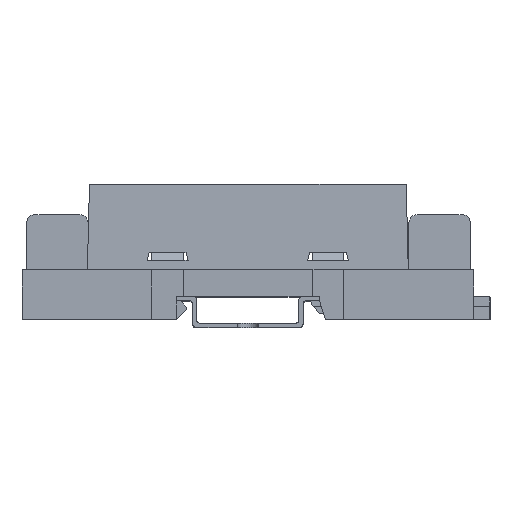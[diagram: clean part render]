
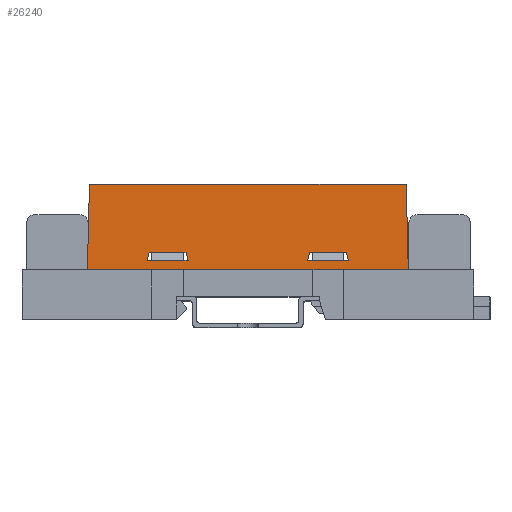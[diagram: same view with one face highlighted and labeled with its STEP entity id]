
A CAD part, top view. The second image highlights one B-rep face of the part: STEP entity #26240.
In plain terms, the highlighted planar face has unit normal (0, 0.024, 1).
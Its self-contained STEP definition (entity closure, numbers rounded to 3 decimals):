
#172 = LINE ( 'NONE', #21407, #8229 ) ;
#302 = CARTESIAN_POINT ( 'NONE',  ( -40., 2.3, 29.945 ) ) ;
#574 = ORIENTED_EDGE ( 'NONE', *, *, #24347, .T. ) ;
#868 = DIRECTION ( 'NONE',  ( -0.024, -0.999, 0.024 ) ) ;
#930 = CARTESIAN_POINT ( 'NONE',  ( 14.375, 4.3, 29.898 ) ) ;
#1003 = VECTOR ( 'NONE', #14681, 1000. ) ;
#1077 = VECTOR ( 'NONE', #8641, 1000. ) ;
#1114 = DIRECTION ( 'NONE',  ( -1., 0., 0. ) ) ;
#1221 = CARTESIAN_POINT ( 'NONE',  ( -39.5, 20.988, 29.5 ) ) ;
#1564 = VECTOR ( 'NONE', #17279, 1000. ) ;
#2092 = DIRECTION ( 'NONE',  ( 0., -0.024, -1. ) ) ;
#2267 = DIRECTION ( 'NONE',  ( 0., 1., -0.024 ) ) ;
#2533 = VERTEX_POINT ( 'NONE', #22836 ) ;
#2826 = VERTEX_POINT ( 'NONE', #5894 ) ;
#2975 = LINE ( 'NONE', #10463, #5239 ) ;
#4093 = DIRECTION ( 'NONE',  ( 0.242, -0.97, 0.023 ) ) ;
#4131 = LINE ( 'NONE', #7746, #10974 ) ;
#4564 = FACE_BOUND ( 'NONE', #22138, .T. ) ;
#4706 = LINE ( 'NONE', #1221, #18290 ) ;
#5108 = CARTESIAN_POINT ( 'NONE',  ( -40., 2.3, 29.945 ) ) ;
#5239 = VECTOR ( 'NONE', #4093, 1000. ) ;
#5336 = ORIENTED_EDGE ( 'NONE', *, *, #13302, .T. ) ;
#5620 = CARTESIAN_POINT ( 'NONE',  ( -24.875, 4.3, 29.898 ) ) ;
#5628 = VERTEX_POINT ( 'NONE', #6848 ) ;
#5761 = CARTESIAN_POINT ( 'NONE',  ( -15.375, 2.3, 29.945 ) ) ;
#5894 = CARTESIAN_POINT ( 'NONE',  ( 38., 21., 29.5 ) ) ;
#5990 = ORIENTED_EDGE ( 'NONE', *, *, #17997, .T. ) ;
#6523 = DIRECTION ( 'NONE',  ( -1., 0., 0. ) ) ;
#6714 = EDGE_CURVE ( 'NONE', #23184, #5628, #20100, .T. ) ;
#6848 = CARTESIAN_POINT ( 'NONE',  ( 13.875, 2.3, 29.945 ) ) ;
#7096 = VERTEX_POINT ( 'NONE', #25272 ) ;
#7410 = DIRECTION ( 'NONE',  ( -0.024, 0.999, -0.024 ) ) ;
#7745 = CARTESIAN_POINT ( 'NONE',  ( 23.875, 2.3, 29.945 ) ) ;
#7746 = CARTESIAN_POINT ( 'NONE',  ( -40., 4.3, 29.898 ) ) ;
#8229 = VECTOR ( 'NONE', #11219, 1000. ) ;
#8533 = EDGE_CURVE ( 'NONE', #23591, #15130, #4131, .T. ) ;
#8641 = DIRECTION ( 'NONE',  ( 1., 0., 0. ) ) ;
#9530 = EDGE_CURVE ( 'NONE', #15718, #2826, #172, .T. ) ;
#10196 = VERTEX_POINT ( 'NONE', #21735 ) ;
#10365 = EDGE_LOOP ( 'NONE', ( #574, #22295, #13498, #22733 ) ) ;
#10463 = CARTESIAN_POINT ( 'NONE',  ( 15.72, 34.922, 29.169 ) ) ;
#10474 = EDGE_CURVE ( 'NONE', #15130, #23184, #2975, .T. ) ;
#10534 = CARTESIAN_POINT ( 'NONE',  ( 15.108, 7.231, 29.828 ) ) ;
#10841 = VERTEX_POINT ( 'NONE', #5620 ) ;
#10911 = EDGE_CURVE ( 'NONE', #10196, #2826, #19437, .T. ) ;
#10974 = VECTOR ( 'NONE', #22220, 1000. ) ;
#11219 = DIRECTION ( 'NONE',  ( 1., 0., 0. ) ) ;
#11506 = CARTESIAN_POINT ( 'NONE',  ( -25.375, 2.3, 29.945 ) ) ;
#12142 = CARTESIAN_POINT ( 'NONE',  ( -39.5, 21., 29.5 ) ) ;
#12268 = LINE ( 'NONE', #21614, #1564 ) ;
#12612 = ORIENTED_EDGE ( 'NONE', *, *, #8533, .T. ) ;
#12689 = FACE_BOUND ( 'NONE', #22512, .T. ) ;
#12894 = EDGE_CURVE ( 'NONE', #25795, #22813, #15208, .T. ) ;
#12914 = CARTESIAN_POINT ( 'NONE',  ( -40., 0., 30. ) ) ;
#13046 = ORIENTED_EDGE ( 'NONE', *, *, #17681, .T. ) ;
#13302 = EDGE_CURVE ( 'NONE', #10841, #7096, #12268, .T. ) ;
#13498 = ORIENTED_EDGE ( 'NONE', *, *, #9530, .F. ) ;
#14681 = DIRECTION ( 'NONE',  ( 0.242, 0.97, -0.023 ) ) ;
#15130 = VERTEX_POINT ( 'NONE', #19949 ) ;
#15208 = LINE ( 'NONE', #5108, #17771 ) ;
#15306 = VECTOR ( 'NONE', #7410, 1000. ) ;
#15718 = VERTEX_POINT ( 'NONE', #12142 ) ;
#16008 = DIRECTION ( 'NONE',  ( 0.242, 0.97, -0.023 ) ) ;
#17279 = DIRECTION ( 'NONE',  ( 1., 0., 0. ) ) ;
#17681 = EDGE_CURVE ( 'NONE', #5628, #23591, #21386, .T. ) ;
#17771 = VECTOR ( 'NONE', #1114, 1000. ) ;
#17997 = EDGE_CURVE ( 'NONE', #22813, #10841, #23957, .T. ) ;
#18290 = VECTOR ( 'NONE', #868, 1000. ) ;
#18410 = CARTESIAN_POINT ( 'NONE',  ( -21.835, 16.461, 29.608 ) ) ;
#18698 = CARTESIAN_POINT ( 'NONE',  ( -40., 21., 29.5 ) ) ;
#19437 = LINE ( 'NONE', #19792, #15306 ) ;
#19557 = VECTOR ( 'NONE', #22299, 1000. ) ;
#19792 = CARTESIAN_POINT ( 'NONE',  ( 37.956, 22.855, 29.456 ) ) ;
#19949 = CARTESIAN_POINT ( 'NONE',  ( 23.375, 4.3, 29.898 ) ) ;
#20100 = LINE ( 'NONE', #302, #24320 ) ;
#20620 = EDGE_CURVE ( 'NONE', #15718, #2533, #4706, .T. ) ;
#20772 = EDGE_CURVE ( 'NONE', #7096, #25795, #23152, .T. ) ;
#21386 = LINE ( 'NONE', #10534, #1003 ) ;
#21407 = CARTESIAN_POINT ( 'NONE',  ( -40., 21., 29.5 ) ) ;
#21614 = CARTESIAN_POINT ( 'NONE',  ( -40., 4.3, 29.898 ) ) ;
#21735 = CARTESIAN_POINT ( 'NONE',  ( 38.5, 0., 30. ) ) ;
#22138 = EDGE_LOOP ( 'NONE', ( #22865, #5990, #5336, #23751 ) ) ;
#22169 = LINE ( 'NONE', #12914, #1077 ) ;
#22220 = DIRECTION ( 'NONE',  ( 1., 0., 0. ) ) ;
#22295 = ORIENTED_EDGE ( 'NONE', *, *, #10911, .T. ) ;
#22299 = DIRECTION ( 'NONE',  ( 0.242, -0.97, 0.023 ) ) ;
#22512 = EDGE_LOOP ( 'NONE', ( #26158, #13046, #12612, #26127 ) ) ;
#22707 = PLANE ( 'NONE',  #24294 ) ;
#22733 = ORIENTED_EDGE ( 'NONE', *, *, #20620, .T. ) ;
#22813 = VERTEX_POINT ( 'NONE', #11506 ) ;
#22836 = CARTESIAN_POINT ( 'NONE',  ( -40., 0., 30. ) ) ;
#22865 = ORIENTED_EDGE ( 'NONE', *, *, #12894, .T. ) ;
#23152 = LINE ( 'NONE', #26189, #19557 ) ;
#23184 = VERTEX_POINT ( 'NONE', #7745 ) ;
#23591 = VERTEX_POINT ( 'NONE', #930 ) ;
#23751 = ORIENTED_EDGE ( 'NONE', *, *, #20772, .T. ) ;
#23957 = LINE ( 'NONE', #18410, #24956 ) ;
#24294 = AXIS2_PLACEMENT_3D ( 'NONE', #18698, #2092, #2267 ) ;
#24320 = VECTOR ( 'NONE', #6523, 1000. ) ;
#24347 = EDGE_CURVE ( 'NONE', #2533, #10196, #22169, .T. ) ;
#24956 = VECTOR ( 'NONE', #16008, 1000. ) ;
#25272 = CARTESIAN_POINT ( 'NONE',  ( -15.875, 4.3, 29.898 ) ) ;
#25795 = VERTEX_POINT ( 'NONE', #5761 ) ;
#26127 = ORIENTED_EDGE ( 'NONE', *, *, #10474, .T. ) ;
#26158 = ORIENTED_EDGE ( 'NONE', *, *, #6714, .T. ) ;
#26189 = CARTESIAN_POINT ( 'NONE',  ( -21.223, 25.692, 29.388 ) ) ;
#26240 = ADVANCED_FACE ( 'NONE', ( #4564, #12689, #26579 ), #22707, .F. ) ;
#26579 = FACE_OUTER_BOUND ( 'NONE', #10365, .T. ) ;
